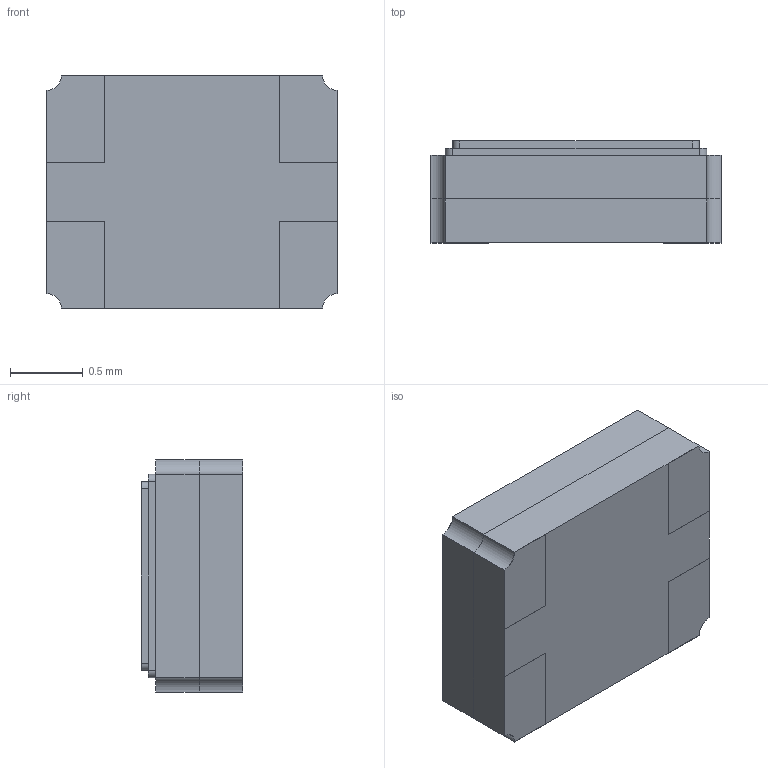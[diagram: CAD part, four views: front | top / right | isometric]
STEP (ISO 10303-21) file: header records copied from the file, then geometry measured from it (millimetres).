
FILE_DESCRIPTION (( 'STEP AP214' ), '1' );
FILE_NAME ('User Library-NT2016SA-END4910A-48MHZ Crystal (NDK).STEP', '2016-08-31T06:42:44', ( 'Windows User' ), ( '' ), 'SwSTEP 2.0', 'SolidWorks 2016', '' );
FILE_SCHEMA (( 'AUTOMOTIVE_DESIGN' ));
Length unit declared in the file: centimetre
Products named in the file (1): User Library-NT2016SA-END4910A-48MHZ Crystal (NDK)
Bounding box: 2 x 0.7 x 1.6 mm (x, y, z)
Surface area: 19.4 mm2 (no closed solid volume)
Topology: 0 solids, 6 shells, 70 faces, 165 edges, 109 vertices
Faces by surface type: plane 46, cylinder 20, bspline 4
Entity records: 2450 total; most frequent: CARTESIAN_POINT 411, DIRECTION 345, ORIENTED_EDGE 328, EDGE_CURVE 165, LINE 115, VECTOR 115, AXIS2_PLACEMENT_3D 115, VERTEX_POINT 109
